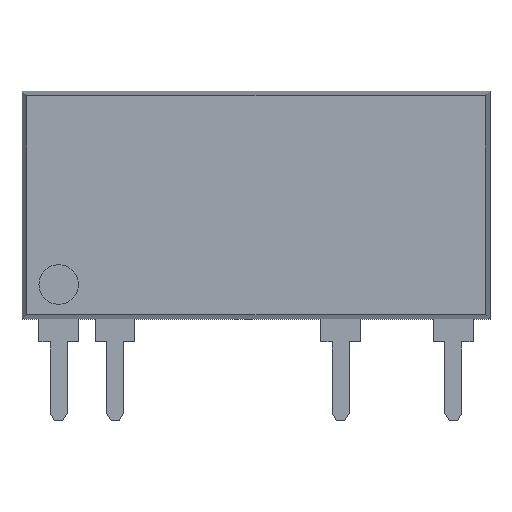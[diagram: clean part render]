
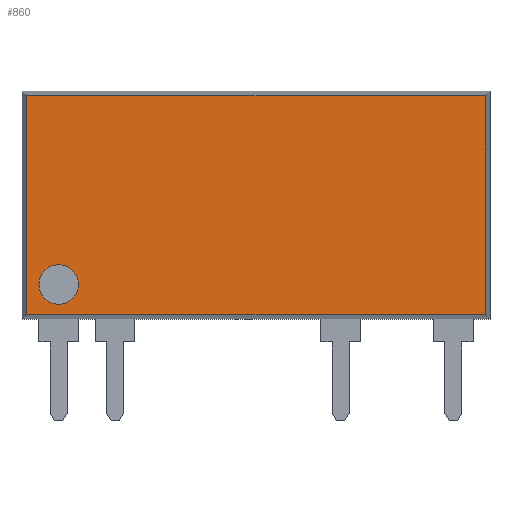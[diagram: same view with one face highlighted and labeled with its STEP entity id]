
A CAD part, top view. The second image highlights one B-rep face of the part: STEP entity #860.
In plain terms, the highlighted planar face has unit normal (0, 0, 1).
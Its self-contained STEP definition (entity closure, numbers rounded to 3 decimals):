
#27 = ORIENTED_EDGE ( 'NONE', *, *, #1988, .T. ) ;
#87 = ORIENTED_EDGE ( 'NONE', *, *, #682, .T. ) ;
#99 = CARTESIAN_POINT ( 'NONE',  ( -10.323, -4.925, 1.778 ) ) ;
#135 = DIRECTION ( 'NONE',  ( 1., 0., 0. ) ) ;
#270 = VERTEX_POINT ( 'NONE', #99 ) ;
#275 = DIRECTION ( 'NONE',  ( -1., 0., 0. ) ) ;
#315 = ORIENTED_EDGE ( 'NONE', *, *, #861, .F. ) ;
#344 = DIRECTION ( 'NONE',  ( 0., 0., 1. ) ) ;
#447 = VECTOR ( 'NONE', #2201, 1000. ) ;
#502 = LINE ( 'NONE', #2224, #447 ) ;
#504 = ORIENTED_EDGE ( 'NONE', *, *, #1875, .T. ) ;
#512 = DIRECTION ( 'NONE',  ( 1., 0., 0. ) ) ;
#537 = PLANE ( 'NONE',  #708 ) ;
#577 = VECTOR ( 'NONE', #275, 1000. ) ;
#656 = FACE_OUTER_BOUND ( 'NONE', #2477, .T. ) ;
#671 = CARTESIAN_POINT ( 'NONE',  ( 10.323, -4.925, 1.778 ) ) ;
#682 = EDGE_CURVE ( 'NONE', #1990, #270, #502, .T. ) ;
#708 = AXIS2_PLACEMENT_3D ( 'NONE', #718, #344, #512 ) ;
#718 = CARTESIAN_POINT ( 'NONE',  ( 0., 0., 1.778 ) ) ;
#721 = VERTEX_POINT ( 'NONE', #671 ) ;
#752 = EDGE_CURVE ( 'NONE', #270, #721, #1309, .T. ) ;
#806 = LINE ( 'NONE', #2220, #577 ) ;
#850 = EDGE_LOOP ( 'NONE', ( #2532, #315 ) ) ;
#860 = ADVANCED_FACE ( 'NONE', ( #949, #656 ), #537, .T. ) ;
#861 = EDGE_CURVE ( 'NONE', #1449, #2338, #1396, .T. ) ;
#949 = FACE_BOUND ( 'NONE', #850, .T. ) ;
#953 = CARTESIAN_POINT ( 'NONE',  ( -8.89, -3.573, 1.778 ) ) ;
#1104 = CARTESIAN_POINT ( 'NONE',  ( -10.323, 4.925, 1.778 ) ) ;
#1156 = VERTEX_POINT ( 'NONE', #2364 ) ;
#1274 = CARTESIAN_POINT ( 'NONE',  ( -8.001, -3.573, 1.778 ) ) ;
#1277 = VECTOR ( 'NONE', #1293, 1000. ) ;
#1293 = DIRECTION ( 'NONE',  ( 1., 0., 0. ) ) ;
#1309 = LINE ( 'NONE', #2441, #1277 ) ;
#1310 = CARTESIAN_POINT ( 'NONE',  ( -8.89, -3.573, 1.778 ) ) ;
#1348 = ORIENTED_EDGE ( 'NONE', *, *, #752, .T. ) ;
#1357 = DIRECTION ( 'NONE',  ( 0., 0., 1. ) ) ;
#1396 = CIRCLE ( 'NONE', #2249, 0.889 ) ;
#1449 = VERTEX_POINT ( 'NONE', #2054 ) ;
#1623 = VECTOR ( 'NONE', #2239, 1000. ) ;
#1731 = AXIS2_PLACEMENT_3D ( 'NONE', #953, #1357, #1909 ) ;
#1875 = EDGE_CURVE ( 'NONE', #721, #1156, #2431, .T. ) ;
#1909 = DIRECTION ( 'NONE',  ( 1., 0., 0. ) ) ;
#1988 = EDGE_CURVE ( 'NONE', #1156, #1990, #806, .T. ) ;
#1990 = VERTEX_POINT ( 'NONE', #1104 ) ;
#2054 = CARTESIAN_POINT ( 'NONE',  ( -9.779, -3.573, 1.778 ) ) ;
#2119 = EDGE_CURVE ( 'NONE', #2338, #1449, #2426, .T. ) ;
#2201 = DIRECTION ( 'NONE',  ( 0., -1., 0. ) ) ;
#2220 = CARTESIAN_POINT ( 'NONE',  ( 10.541, 4.925, 1.778 ) ) ;
#2224 = CARTESIAN_POINT ( 'NONE',  ( -10.323, -5.144, 1.778 ) ) ;
#2239 = DIRECTION ( 'NONE',  ( 0., 1., 0. ) ) ;
#2249 = AXIS2_PLACEMENT_3D ( 'NONE', #1310, #2306, #135 ) ;
#2306 = DIRECTION ( 'NONE',  ( 0., 0., 1. ) ) ;
#2338 = VERTEX_POINT ( 'NONE', #1274 ) ;
#2364 = CARTESIAN_POINT ( 'NONE',  ( 10.323, 4.925, 1.778 ) ) ;
#2366 = CARTESIAN_POINT ( 'NONE',  ( 10.323, -5.144, 1.778 ) ) ;
#2426 = CIRCLE ( 'NONE', #1731, 0.889 ) ;
#2431 = LINE ( 'NONE', #2366, #1623 ) ;
#2441 = CARTESIAN_POINT ( 'NONE',  ( 10.541, -4.925, 1.778 ) ) ;
#2477 = EDGE_LOOP ( 'NONE', ( #87, #1348, #504, #27 ) ) ;
#2532 = ORIENTED_EDGE ( 'NONE', *, *, #2119, .F. ) ;
